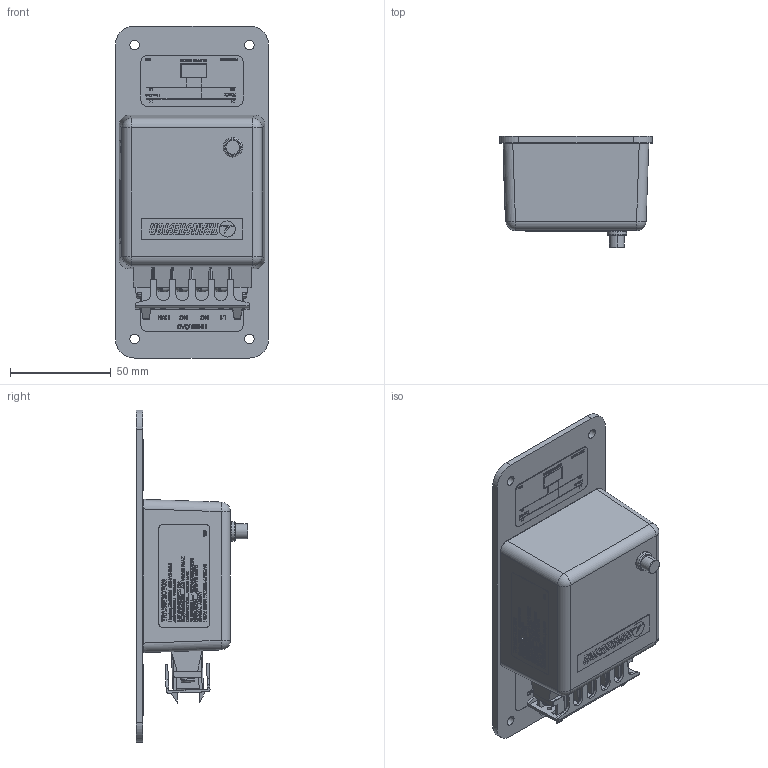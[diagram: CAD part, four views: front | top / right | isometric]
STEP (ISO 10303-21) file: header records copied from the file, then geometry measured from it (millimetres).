
FILE_DESCRIPTION (( 'STEP AP214' ), '1' );
FILE_NAME ('1100-558-E.STEP', '2019-01-04T17:38:02', ( '' ), ( '' ), 'SwSTEP 2.0', 'SolidWorks 2018', '' );
FILE_SCHEMA (( 'AUTOMOTIVE_DESIGN' ));
Length unit declared in the file: inch
Products named in the file (15): 2003-250; 3800-065; 2105-248; 2102-119; 1100-558-E; 2003-312; 3800-001; 2003-979; 2004-049; 3450-056; 2100-073; 2003-136; 2100-046; 2021-046; 2003-862-3
Assembly tree (17 placements, depth 3):
  1100-558-E
    2021-046
    2004-049
    3450-056
    2105-248
    3800-001  x2
    3800-065
    2102-119  x2
    2100-046
    2100-073  x2
    2003-136
    2003-250
      2003-862-3
    2003-979
    2003-312
Bounding box: 76.2 x 55.37 x 165.1 mm (x, y, z)
Volume: 104868.6 mm3; surface area: 86832.3 mm2
Topology: 16 solids, 16 shells, 4614 faces, 12225 edges, 8037 vertices
Faces by surface type: plane 2680, bspline 1530, cylinder 310, torus 50, sphere 40, cone 4
Entity records: 276579 total; most frequent: CARTESIAN_POINT 128265, ORIENTED_EDGE 23502, DIRECTION 15040, EDGE_CURVE 11751, VECTOR 7996, LINE 7996, VERTEX_POINT 7762, EDGE_LOOP 4909
